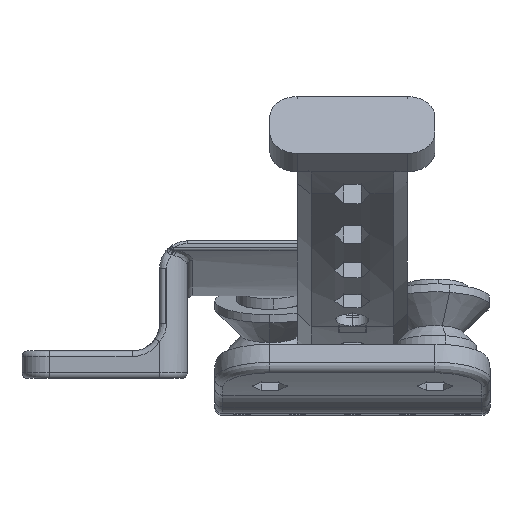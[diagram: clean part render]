
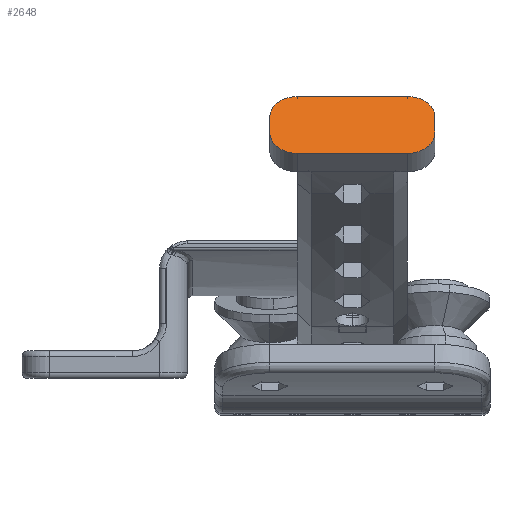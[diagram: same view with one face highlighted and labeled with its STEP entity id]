
A CAD part, left-side view. The second image highlights one B-rep face of the part: STEP entity #2648.
In plain terms, the highlighted face is planar.
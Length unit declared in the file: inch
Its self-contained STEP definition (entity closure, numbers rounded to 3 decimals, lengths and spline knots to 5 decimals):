
#54 = CARTESIAN_POINT ( 'NONE',  ( -0.42678, 0.3937, -5.26198 ) ) ;
#834 = CARTESIAN_POINT ( 'NONE',  ( -0.41991, 0.59055, -5.10465 ) ) ;
#1617 = VECTOR ( 'NONE', #9816, 39.37008 ) ;
#1836 = CARTESIAN_POINT ( 'NONE',  ( -0.43537, 0.59055, -5.45865 ) ) ;
#1845 = CIRCLE ( 'NONE', #31518, 0.19685 ) ;
#2648 = ADVANCED_FACE ( 'NONE', ( #32210 ), #27481, .T. ) ;
#3183 = CIRCLE ( 'NONE', #14771, 0.19685 ) ;
#3515 = CIRCLE ( 'NONE', #18594, 0.19685 ) ;
#4104 = ORIENTED_EDGE ( 'NONE', *, *, #7095, .T. ) ;
#4659 = VERTEX_POINT ( 'NONE', #16428 ) ;
#4988 = VERTEX_POINT ( 'NONE', #11249 ) ;
#5031 = ORIENTED_EDGE ( 'NONE', *, *, #17394, .T. ) ;
#7095 = EDGE_CURVE ( 'NONE', #24096, #9674, #34889, .T. ) ;
#7866 = EDGE_CURVE ( 'NONE', #4659, #10087, #11727, .T. ) ;
#8567 = ORIENTED_EDGE ( 'NONE', *, *, #32592, .T. ) ;
#8951 = EDGE_CURVE ( 'NONE', #30850, #4659, #24841, .T. ) ;
#9430 = VECTOR ( 'NONE', #29308, 39.37008 ) ;
#9461 = LINE ( 'NONE', #9995, #1617 ) ;
#9674 = VERTEX_POINT ( 'NONE', #32113 ) ;
#9816 = DIRECTION ( 'NONE',  ( 0.044, 0., 0.999 ) ) ;
#9963 = CARTESIAN_POINT ( 'NONE',  ( -0.43537, 0.59055, -5.45865 ) ) ;
#9995 = CARTESIAN_POINT ( 'NONE',  ( -0.43537, -0.59055, -5.45865 ) ) ;
#10087 = VERTEX_POINT ( 'NONE', #29124 ) ;
#11147 = DIRECTION ( 'NONE',  ( 0.044, 0., 0.999 ) ) ;
#11182 = CARTESIAN_POINT ( 'NONE',  ( -0.41991, 0.3937, -5.10465 ) ) ;
#11249 = CARTESIAN_POINT ( 'NONE',  ( -0.43537, 0.3937, -5.45865 ) ) ;
#11727 = LINE ( 'NONE', #19887, #17017 ) ;
#12753 = CARTESIAN_POINT ( 'NONE',  ( -0.19666, 0., 0.00859 ) ) ;
#14386 = VERTEX_POINT ( 'NONE', #30797 ) ;
#14576 = DIRECTION ( 'NONE',  ( 0.044, 0., 0.999 ) ) ;
#14771 = AXIS2_PLACEMENT_3D ( 'NONE', #32585, #35128, #21307 ) ;
#16421 = ORIENTED_EDGE ( 'NONE', *, *, #21939, .T. ) ;
#16428 = CARTESIAN_POINT ( 'NONE',  ( -0.41133, -0.3937, -4.90799 ) ) ;
#16573 = ORIENTED_EDGE ( 'NONE', *, *, #16748, .T. ) ;
#16639 = DIRECTION ( 'NONE',  ( 0.044, 0., 0.999 ) ) ;
#16748 = EDGE_CURVE ( 'NONE', #10087, #24096, #1845, .T. ) ;
#17017 = VECTOR ( 'NONE', #17517, 39.37008 ) ;
#17117 = DIRECTION ( 'NONE',  ( -0.999, 0., 0.044 ) ) ;
#17383 = AXIS2_PLACEMENT_3D ( 'NONE', #12753, #27786, #33057 ) ;
#17394 = EDGE_CURVE ( 'NONE', #4988, #17812, #18189, .T. ) ;
#17517 = DIRECTION ( 'NONE',  ( 0., 1., 0. ) ) ;
#17812 = VERTEX_POINT ( 'NONE', #17867 ) ;
#17850 = AXIS2_PLACEMENT_3D ( 'NONE', #20565, #17117, #14576 ) ;
#17867 = CARTESIAN_POINT ( 'NONE',  ( -0.43537, -0.3937, -5.45865 ) ) ;
#18189 = LINE ( 'NONE', #1836, #9430 ) ;
#18594 = AXIS2_PLACEMENT_3D ( 'NONE', #54, #27892, #11147 ) ;
#19887 = CARTESIAN_POINT ( 'NONE',  ( -0.41133, 0.59055, -4.90799 ) ) ;
#20291 = ORIENTED_EDGE ( 'NONE', *, *, #35756, .T. ) ;
#20565 = CARTESIAN_POINT ( 'NONE',  ( -0.41991, -0.3937, -5.10465 ) ) ;
#21056 = DIRECTION ( 'NONE',  ( -0.044, 0., -0.999 ) ) ;
#21307 = DIRECTION ( 'NONE',  ( 0.044, 0., 0.999 ) ) ;
#21429 = ORIENTED_EDGE ( 'NONE', *, *, #7866, .T. ) ;
#21939 = EDGE_CURVE ( 'NONE', #17812, #14386, #3183, .T. ) ;
#24096 = VERTEX_POINT ( 'NONE', #834 ) ;
#24841 = CIRCLE ( 'NONE', #17850, 0.19685 ) ;
#27481 = PLANE ( 'NONE',  #17383 ) ;
#27786 = DIRECTION ( 'NONE',  ( -0.999, 0., 0.044 ) ) ;
#27821 = EDGE_LOOP ( 'NONE', ( #8567, #30431, #21429, #16573, #4104, #20291, #5031, #16421 ) ) ;
#27892 = DIRECTION ( 'NONE',  ( -0.999, 0., 0.044 ) ) ;
#28593 = VECTOR ( 'NONE', #21056, 39.37008 ) ;
#29124 = CARTESIAN_POINT ( 'NONE',  ( -0.41133, 0.3937, -4.90799 ) ) ;
#29308 = DIRECTION ( 'NONE',  ( 0., -1., 0. ) ) ;
#30431 = ORIENTED_EDGE ( 'NONE', *, *, #8951, .T. ) ;
#30470 = DIRECTION ( 'NONE',  ( -0.999, 0., 0.044 ) ) ;
#30797 = CARTESIAN_POINT ( 'NONE',  ( -0.42678, -0.59055, -5.26198 ) ) ;
#30850 = VERTEX_POINT ( 'NONE', #34682 ) ;
#31518 = AXIS2_PLACEMENT_3D ( 'NONE', #11182, #30470, #16639 ) ;
#32113 = CARTESIAN_POINT ( 'NONE',  ( -0.42678, 0.59055, -5.26198 ) ) ;
#32210 = FACE_OUTER_BOUND ( 'NONE', #27821, .T. ) ;
#32585 = CARTESIAN_POINT ( 'NONE',  ( -0.42678, -0.3937, -5.26198 ) ) ;
#32592 = EDGE_CURVE ( 'NONE', #14386, #30850, #9461, .T. ) ;
#33057 = DIRECTION ( 'NONE',  ( 0.044, 0., 0.999 ) ) ;
#34682 = CARTESIAN_POINT ( 'NONE',  ( -0.41991, -0.59055, -5.10465 ) ) ;
#34889 = LINE ( 'NONE', #9963, #28593 ) ;
#35128 = DIRECTION ( 'NONE',  ( -0.999, 0., 0.044 ) ) ;
#35756 = EDGE_CURVE ( 'NONE', #9674, #4988, #3515, .T. ) ;
